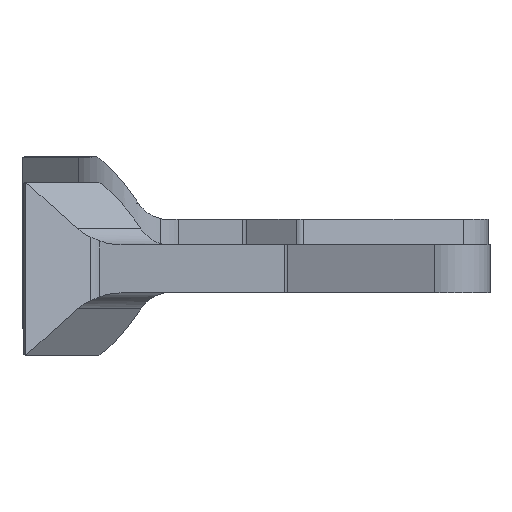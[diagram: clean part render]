
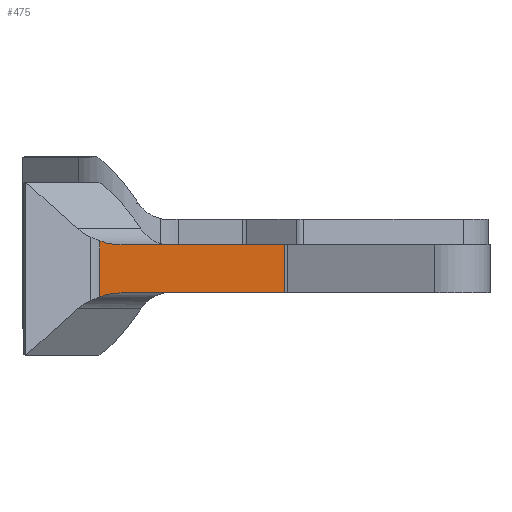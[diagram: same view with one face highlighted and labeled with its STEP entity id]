
A CAD part, left-side view. The second image highlights one B-rep face of the part: STEP entity #475.
In plain terms, the highlighted face is planar.
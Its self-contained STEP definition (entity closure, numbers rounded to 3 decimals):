
#29=ELLIPSE('',#522,5.561,4.);
#30=ELLIPSE('',#527,5.561,4.);
#70=FACE_OUTER_BOUND('',#97,.T.);
#97=EDGE_LOOP('',(#404,#405,#406,#407,#408,#409));
#123=LINE('',#702,#162);
#143=LINE('',#807,#182);
#148=LINE('',#822,#187);
#152=LINE('',#831,#191);
#162=VECTOR('',#559,27.869);
#182=VECTOR('',#631,10.);
#187=VECTOR('',#648,10.);
#191=VECTOR('',#658,27.869);
#203=VERTEX_POINT('',#699);
#204=VERTEX_POINT('',#701);
#228=VERTEX_POINT('',#782);
#231=VERTEX_POINT('',#802);
#232=VERTEX_POINT('',#809);
#235=VERTEX_POINT('',#821);
#247=EDGE_CURVE('',#203,#204,#123,.T.);
#281=EDGE_CURVE('',#228,#203,#29,.T.);
#287=EDGE_CURVE('',#231,#228,#143,.T.);
#289=EDGE_CURVE('',#232,#231,#30,.T.);
#294=EDGE_CURVE('',#235,#204,#148,.T.);
#299=EDGE_CURVE('',#235,#232,#152,.T.);
#404=ORIENTED_EDGE('',*,*,#287,.F.);
#405=ORIENTED_EDGE('',*,*,#289,.F.);
#406=ORIENTED_EDGE('',*,*,#299,.F.);
#407=ORIENTED_EDGE('',*,*,#294,.T.);
#408=ORIENTED_EDGE('',*,*,#247,.F.);
#409=ORIENTED_EDGE('',*,*,#281,.F.);
#453=PLANE('',#534);
#475=ADVANCED_FACE('',(#70),#453,.T.);
#522=AXIS2_PLACEMENT_3D('',#787,#622,#623);
#527=AXIS2_PLACEMENT_3D('',#811,#635,#636);
#534=AXIS2_PLACEMENT_3D('',#830,#656,#657);
#559=DIRECTION('',(-0.925,-0.38,0.));
#622=DIRECTION('center_axis',(-0.38,0.925,0.));
#623=DIRECTION('ref_axis',(0.925,0.38,0.));
#631=DIRECTION('',(0.,0.,1.));
#635=DIRECTION('center_axis',(-0.38,0.925,0.));
#636=DIRECTION('ref_axis',(0.925,0.38,0.));
#648=DIRECTION('',(0.,0.,1.));
#656=DIRECTION('center_axis',(-0.38,0.925,0.));
#657=DIRECTION('ref_axis',(0.,0.,1.));
#658=DIRECTION('',(0.925,0.38,0.));
#699=CARTESIAN_POINT('',(39.07,12.82,3.1));
#701=CARTESIAN_POINT('',(20.233,5.075,3.1));
#702=CARTESIAN_POINT('',(20.233,5.075,3.1));
#782=CARTESIAN_POINT('',(41.52,13.827,3.583));
#787=CARTESIAN_POINT('Origin',(39.07,12.82,7.1));
#802=CARTESIAN_POINT('',(41.52,13.827,-3.383));
#807=CARTESIAN_POINT('',(41.52,13.827,3.05));
#809=CARTESIAN_POINT('',(39.07,12.82,-2.9));
#811=CARTESIAN_POINT('Origin',(39.07,12.82,-6.9));
#821=CARTESIAN_POINT('',(20.233,5.075,-2.9));
#822=CARTESIAN_POINT('',(20.233,5.075,3.));
#830=CARTESIAN_POINT('Origin',(1.141,-2.775,3.));
#831=CARTESIAN_POINT('',(20.233,5.075,-2.9));
